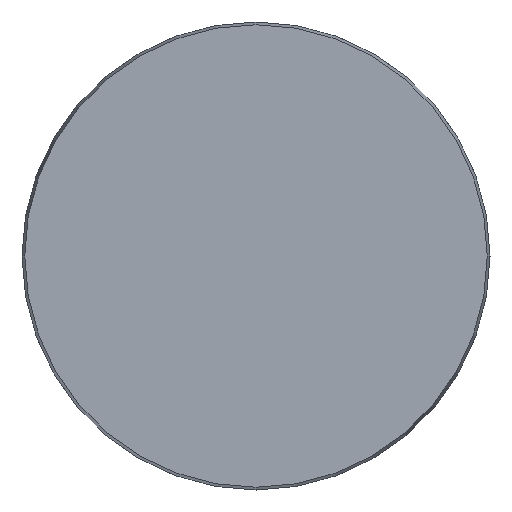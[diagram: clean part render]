
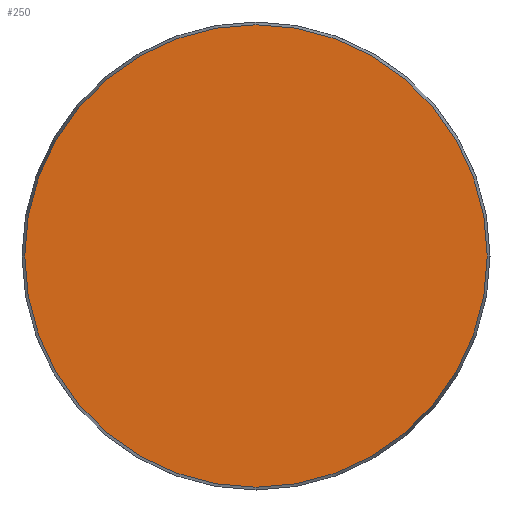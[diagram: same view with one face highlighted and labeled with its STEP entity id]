
A CAD part, front view. The second image highlights one B-rep face of the part: STEP entity #250.
In plain terms, the highlighted planar face has unit normal (0, -1, 0).
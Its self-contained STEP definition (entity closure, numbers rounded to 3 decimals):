
#47 = EDGE_LOOP ( 'NONE', ( #478 ) ) ;
#49 = CARTESIAN_POINT ( 'NONE',  ( -48.425, 0., 0. ) ) ;
#87 = AXIS2_PLACEMENT_3D ( 'NONE', #49, #352, #140 ) ;
#140 = DIRECTION ( 'NONE',  ( 0., 0., 1. ) ) ;
#172 = PLANE ( 'NONE',  #87 ) ;
#248 = CARTESIAN_POINT ( 'NONE',  ( 0., 0., -48.425 ) ) ;
#250 = ADVANCED_FACE ( 'NONE', ( #477 ), #172, .F. ) ;
#257 = DIRECTION ( 'NONE',  ( 0., -1., 0. ) ) ;
#297 = VERTEX_POINT ( 'NONE', #248 ) ;
#329 = AXIS2_PLACEMENT_3D ( 'NONE', #513, #257, #425 ) ;
#332 = EDGE_CURVE ( 'NONE', #297, #297, #343, .T. ) ;
#343 = CIRCLE ( 'NONE', #329, 48.425 ) ;
#352 = DIRECTION ( 'NONE',  ( 0., 1., 0. ) ) ;
#425 = DIRECTION ( 'NONE',  ( 0., 0., -1. ) ) ;
#477 = FACE_OUTER_BOUND ( 'NONE', #47, .T. ) ;
#478 = ORIENTED_EDGE ( 'NONE', *, *, #332, .T. ) ;
#513 = CARTESIAN_POINT ( 'NONE',  ( 0., 0., 0. ) ) ;
